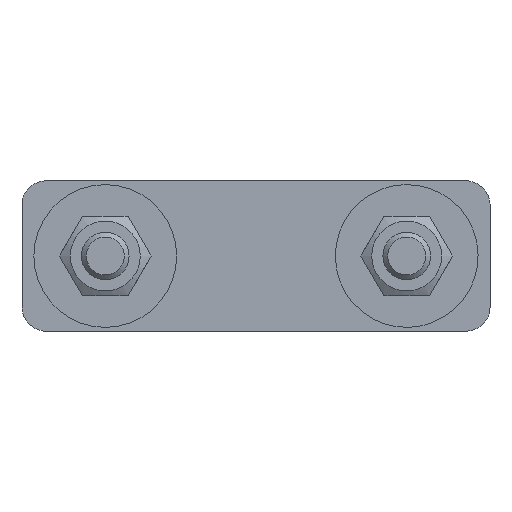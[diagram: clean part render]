
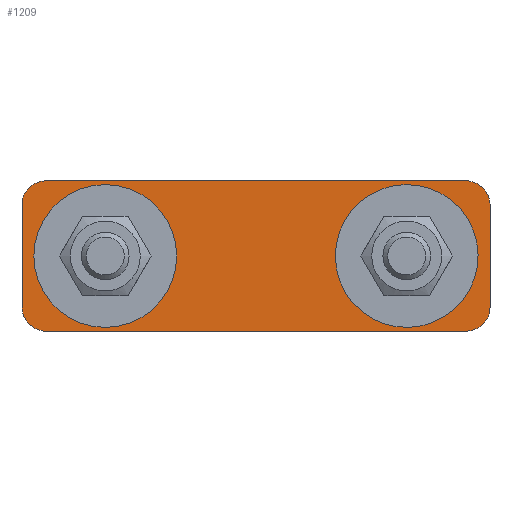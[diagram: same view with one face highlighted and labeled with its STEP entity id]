
A CAD part, front view. The second image highlights one B-rep face of the part: STEP entity #1209.
In plain terms, the highlighted planar face has unit normal (0, -1, 0).
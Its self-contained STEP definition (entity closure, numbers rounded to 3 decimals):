
#17=ELLIPSE('',#1327,3.218,3.);
#18=ELLIPSE('',#1334,3.218,3.);
#21=ELLIPSE('',#1346,3.218,3.);
#22=ELLIPSE('',#1348,3.218,3.);
#72=LINE('',#2076,#124);
#75=LINE('',#2146,#127);
#79=LINE('',#2164,#131);
#80=LINE('',#2165,#132);
#124=VECTOR('',#1642,10.);
#127=VECTOR('',#1651,10.);
#131=VECTOR('',#1675,10.);
#132=VECTOR('',#1676,10.);
#238=FACE_BOUND('',#450,.T.);
#239=FACE_BOUND('',#451,.T.);
#325=FACE_OUTER_BOUND('',#449,.T.);
#449=EDGE_LOOP('',(#1047,#1048,#1049,#1050,#1051,#1052,#1053,#1054));
#450=EDGE_LOOP('',(#1055));
#451=EDGE_LOOP('',(#1056));
#518=CIRCLE('',#1350,3.625);
#519=CIRCLE('',#1351,3.625);
#611=VERTEX_POINT('',#2047);
#612=VERTEX_POINT('',#2048);
#617=VERTEX_POINT('',#2062);
#618=VERTEX_POINT('',#2063);
#622=VERTEX_POINT('',#2074);
#626=VERTEX_POINT('',#2145);
#629=VERTEX_POINT('',#2156);
#630=VERTEX_POINT('',#2160);
#631=VERTEX_POINT('',#2166);
#632=VERTEX_POINT('',#2168);
#748=EDGE_CURVE('',#611,#612,#17,.T.);
#755=EDGE_CURVE('',#617,#618,#18,.T.);
#762=EDGE_CURVE('',#617,#622,#72,.T.);
#768=EDGE_CURVE('',#626,#612,#75,.T.);
#774=EDGE_CURVE('',#629,#622,#21,.T.);
#776=EDGE_CURVE('',#626,#630,#22,.T.);
#778=EDGE_CURVE('',#629,#630,#79,.T.);
#779=EDGE_CURVE('',#611,#618,#80,.T.);
#780=EDGE_CURVE('',#631,#631,#518,.T.);
#781=EDGE_CURVE('',#632,#632,#519,.T.);
#1047=ORIENTED_EDGE('',*,*,#755,.F.);
#1048=ORIENTED_EDGE('',*,*,#762,.T.);
#1049=ORIENTED_EDGE('',*,*,#774,.F.);
#1050=ORIENTED_EDGE('',*,*,#778,.T.);
#1051=ORIENTED_EDGE('',*,*,#776,.F.);
#1052=ORIENTED_EDGE('',*,*,#768,.T.);
#1053=ORIENTED_EDGE('',*,*,#748,.F.);
#1054=ORIENTED_EDGE('',*,*,#779,.T.);
#1055=ORIENTED_EDGE('',*,*,#780,.T.);
#1056=ORIENTED_EDGE('',*,*,#781,.T.);
#1129=PLANE('',#1349);
#1209=ADVANCED_FACE('',(#325,#238,#239),#1129,.T.);
#1327=AXIS2_PLACEMENT_3D('',#2049,#1615,#1616);
#1334=AXIS2_PLACEMENT_3D('',#2064,#1631,#1632);
#1346=AXIS2_PLACEMENT_3D('',#2157,#1665,#1666);
#1348=AXIS2_PLACEMENT_3D('',#2161,#1670,#1671);
#1349=AXIS2_PLACEMENT_3D('',#2163,#1673,#1674);
#1350=AXIS2_PLACEMENT_3D('',#2167,#1677,#1678);
#1351=AXIS2_PLACEMENT_3D('',#2169,#1679,#1680);
#1615=DIRECTION('center_axis',(0.,1.,0.));
#1616=DIRECTION('ref_axis',(-1.,0.,0.));
#1631=DIRECTION('center_axis',(0.,1.,0.));
#1632=DIRECTION('ref_axis',(1.,0.,0.));
#1642=DIRECTION('',(0.,0.,1.));
#1651=DIRECTION('',(0.,0.,-1.));
#1665=DIRECTION('center_axis',(0.,1.,0.));
#1666=DIRECTION('ref_axis',(1.,0.,0.));
#1670=DIRECTION('center_axis',(0.,1.,0.));
#1671=DIRECTION('ref_axis',(-1.,0.,0.));
#1673=DIRECTION('center_axis',(0.,-1.,0.));
#1674=DIRECTION('ref_axis',(0.,0.,-1.));
#1675=DIRECTION('',(-1.,0.,0.));
#1676=DIRECTION('',(1.,0.,0.));
#1677=DIRECTION('center_axis',(0.,1.,0.));
#1678=DIRECTION('ref_axis',(-1.,0.,0.));
#1679=DIRECTION('center_axis',(0.,1.,0.));
#1680=DIRECTION('ref_axis',(-1.,0.,0.));
#2047=CARTESIAN_POINT('',(-26.282,0.,-9.5));
#2048=CARTESIAN_POINT('',(-29.5,0.,-6.5));
#2049=CARTESIAN_POINT('Origin',(-26.282,0.,-6.5));
#2062=CARTESIAN_POINT('',(29.5,0.,-6.5));
#2063=CARTESIAN_POINT('',(26.282,0.,-9.5));
#2064=CARTESIAN_POINT('Origin',(26.282,0.,-6.5));
#2074=CARTESIAN_POINT('',(29.5,0.,6.5));
#2076=CARTESIAN_POINT('',(29.5,0.,0.));
#2145=CARTESIAN_POINT('',(-29.5,0.,6.5));
#2146=CARTESIAN_POINT('',(-29.5,0.,0.));
#2156=CARTESIAN_POINT('',(26.282,0.,9.5));
#2157=CARTESIAN_POINT('Origin',(26.282,0.,6.5));
#2160=CARTESIAN_POINT('',(-26.282,0.,9.5));
#2161=CARTESIAN_POINT('Origin',(-26.282,0.,6.5));
#2163=CARTESIAN_POINT('Origin',(29.5,0.,0.));
#2164=CARTESIAN_POINT('',(-29.5,0.,9.5));
#2165=CARTESIAN_POINT('',(-29.5,0.,-9.5));
#2166=CARTESIAN_POINT('',(-15.375,0.,0.));
#2167=CARTESIAN_POINT('Origin',(-19.,0.,0.));
#2168=CARTESIAN_POINT('',(22.625,0.,0.));
#2169=CARTESIAN_POINT('Origin',(19.,0.,0.));
